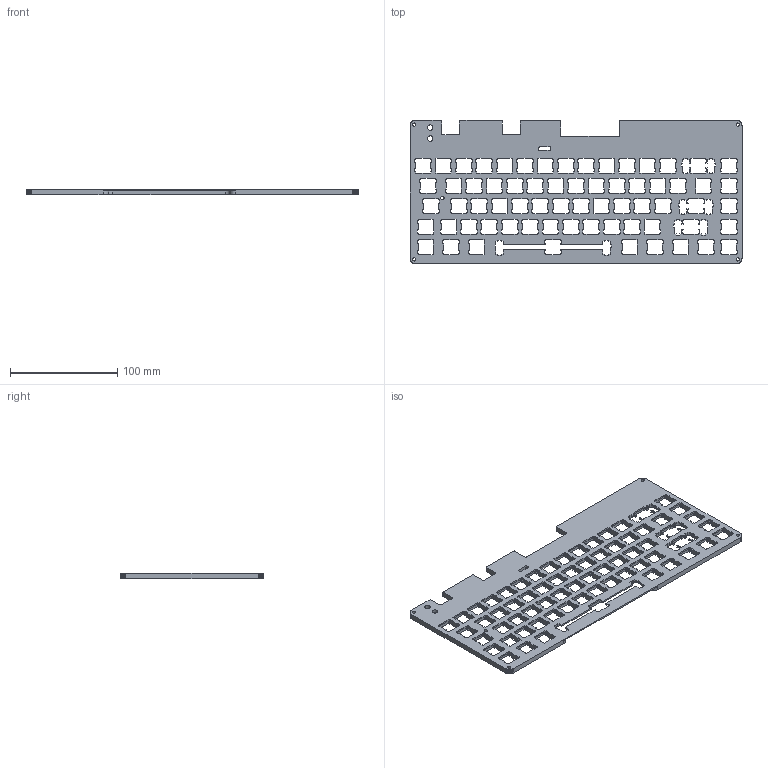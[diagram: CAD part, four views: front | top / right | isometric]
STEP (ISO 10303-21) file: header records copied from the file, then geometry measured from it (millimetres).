
FILE_DESCRIPTION(/* description */ (''),/* implementation_level */ '2;1');
FILE_NAME(/* name */ 'rosco_m68k_keyboard_v17_plate.step',/* time_stamp */ '2024-01-09T22:13:56Z',/* author */ (''),/* organization */ (''),/* preprocessor_version */ 'ST-DEVELOPER v20',/* originating_system */ 'Autodesk Translation Framework v12.14.0.127',/* authorisation */ '');
FILE_SCHEMA (('AUTOMOTIVE_DESIGN { 1 0 10303 214 3 1 1 }'));
Length unit declared in the file: millimetre
Products named in the file (1): Plate
Bounding box: 310.1 x 134 x 5 mm (x, y, z)
Volume: 111440.1 mm3; surface area: 78493.1 mm2
Topology: 1 solids, 1 shells, 1924 faces, 5757 edges, 3838 vertices
Faces by surface type: plane 1885, cylinder 39
Full cylindrical faces by diameter (mm): 3 x4, 3.2 x1, 5 x2
Entity records: 63799 total; most frequent: CARTESIAN_POINT 11520, ORIENTED_EDGE 11514, DIRECTION 9685, EDGE_CURVE 5757, LINE 5679, VECTOR 5679, VERTEX_POINT 3838, EDGE_LOOP 2077
